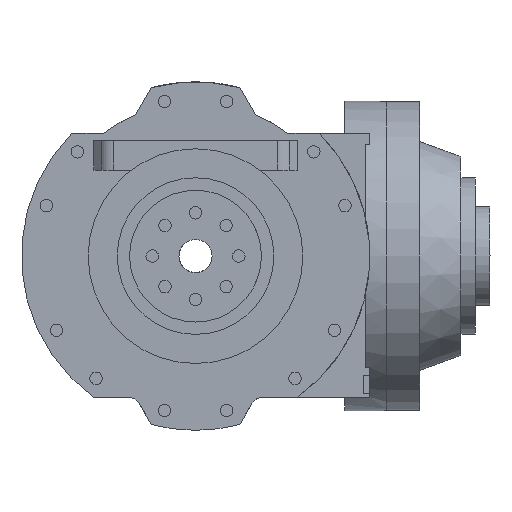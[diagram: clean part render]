
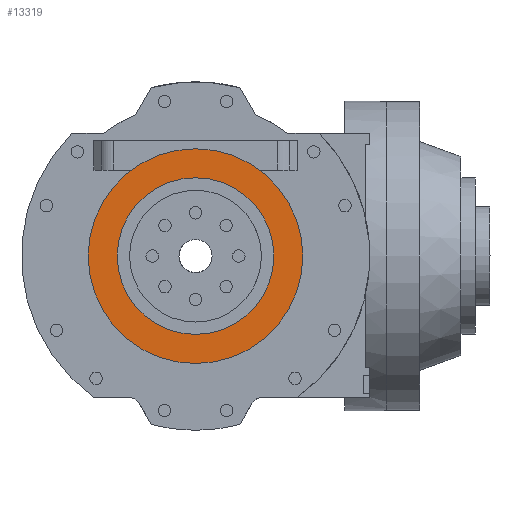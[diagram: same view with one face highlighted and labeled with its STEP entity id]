
A CAD part, left-side view. The second image highlights one B-rep face of the part: STEP entity #13319.
In plain terms, the highlighted face is planar.
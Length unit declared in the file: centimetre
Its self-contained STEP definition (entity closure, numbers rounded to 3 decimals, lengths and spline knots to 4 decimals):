
#585 = EDGE_CURVE ( 'NONE', #21509, #1279, #11836, .T. ) ;
#1279 = VERTEX_POINT ( 'NONE', #16274 ) ;
#1289 = FACE_BOUND ( 'NONE', #12276, .T. ) ;
#1424 = CARTESIAN_POINT ( 'NONE',  ( 38.652, 87.05, 0. ) ) ;
#1718 = DIRECTION ( 'NONE',  ( -1., 0., 0. ) ) ;
#2681 = FACE_OUTER_BOUND ( 'NONE', #4676, .T. ) ;
#3812 = AXIS2_PLACEMENT_3D ( 'NONE', #15274, #15506, #11430 ) ;
#4544 = AXIS2_PLACEMENT_3D ( 'NONE', #6029, #20645, #13162 ) ;
#4676 = EDGE_LOOP ( 'NONE', ( #9237, #20094 ) ) ;
#6029 = CARTESIAN_POINT ( 'NONE',  ( 38.652, 87.05, 0. ) ) ;
#6405 = CIRCLE ( 'NONE', #4544, 5.9979 ) ;
#6655 = CARTESIAN_POINT ( 'NONE',  ( 38.652, 87.05, 0. ) ) ;
#8167 = DIRECTION ( 'NONE',  ( 1., 0., 0. ) ) ;
#8373 = PLANE ( 'NONE',  #3812 ) ;
#8501 = AXIS2_PLACEMENT_3D ( 'NONE', #6655, #20584, #17186 ) ;
#9237 = ORIENTED_EDGE ( 'NONE', *, *, #585, .F. ) ;
#9643 = CIRCLE ( 'NONE', #8501, 8.2204 ) ;
#9728 = CARTESIAN_POINT ( 'NONE',  ( 38.652, 87.05, -5.9979 ) ) ;
#9811 = CIRCLE ( 'NONE', #22885, 5.9979 ) ;
#11029 = VERTEX_POINT ( 'NONE', #9728 ) ;
#11430 = DIRECTION ( 'NONE',  ( 0., -1., 0. ) ) ;
#11836 = CIRCLE ( 'NONE', #18933, 8.2204 ) ;
#12265 = VERTEX_POINT ( 'NONE', #16441 ) ;
#12276 = EDGE_LOOP ( 'NONE', ( #20697, #14042 ) ) ;
#13162 = DIRECTION ( 'NONE',  ( 0., 0., 1. ) ) ;
#13319 = ADVANCED_FACE ( 'NONE', ( #1289, #2681 ), #8373, .F. ) ;
#13759 = EDGE_CURVE ( 'NONE', #11029, #12265, #6405, .T. ) ;
#14042 = ORIENTED_EDGE ( 'NONE', *, *, #13759, .F. ) ;
#15274 = CARTESIAN_POINT ( 'NONE',  ( 38.652, 87.05, 0. ) ) ;
#15506 = DIRECTION ( 'NONE',  ( -1., 0., 0. ) ) ;
#15529 = DIRECTION ( 'NONE',  ( 0., 0., 1. ) ) ;
#15841 = CARTESIAN_POINT ( 'NONE',  ( 38.652, 87.05, -8.2204 ) ) ;
#16274 = CARTESIAN_POINT ( 'NONE',  ( 38.652, 87.05, 8.2204 ) ) ;
#16441 = CARTESIAN_POINT ( 'NONE',  ( 38.652, 87.05, 5.9979 ) ) ;
#17186 = DIRECTION ( 'NONE',  ( 0., 0., 1. ) ) ;
#17716 = CARTESIAN_POINT ( 'NONE',  ( 38.652, 87.05, 0. ) ) ;
#18933 = AXIS2_PLACEMENT_3D ( 'NONE', #17716, #1718, #19232 ) ;
#19232 = DIRECTION ( 'NONE',  ( 0., 0., 1. ) ) ;
#19320 = EDGE_CURVE ( 'NONE', #1279, #21509, #9643, .T. ) ;
#20094 = ORIENTED_EDGE ( 'NONE', *, *, #19320, .F. ) ;
#20584 = DIRECTION ( 'NONE',  ( -1., 0., 0. ) ) ;
#20645 = DIRECTION ( 'NONE',  ( 1., 0., 0. ) ) ;
#20697 = ORIENTED_EDGE ( 'NONE', *, *, #22905, .F. ) ;
#21509 = VERTEX_POINT ( 'NONE', #15841 ) ;
#22885 = AXIS2_PLACEMENT_3D ( 'NONE', #1424, #8167, #15529 ) ;
#22905 = EDGE_CURVE ( 'NONE', #12265, #11029, #9811, .T. ) ;
